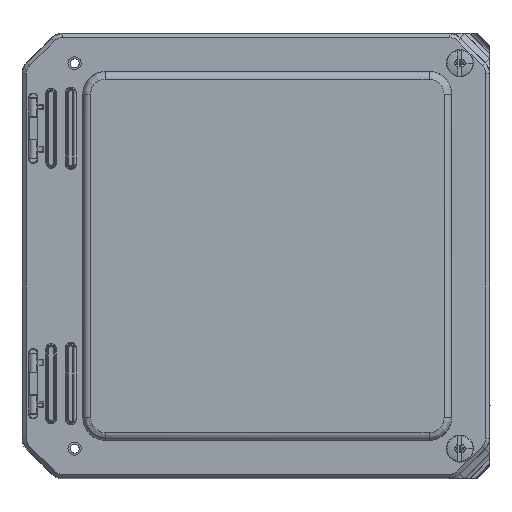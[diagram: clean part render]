
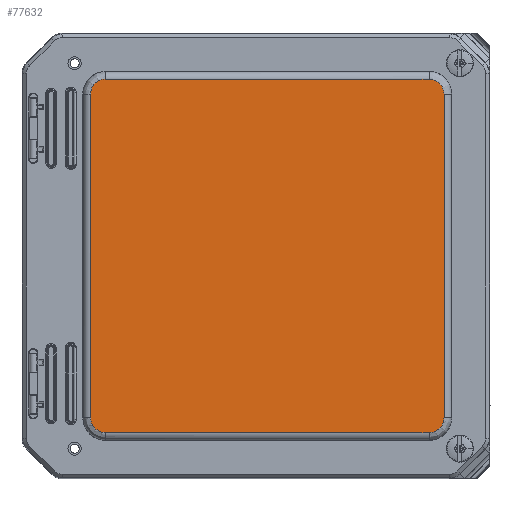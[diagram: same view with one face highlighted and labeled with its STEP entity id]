
A CAD part, top view. The second image highlights one B-rep face of the part: STEP entity #77632.
In plain terms, the highlighted planar face has unit normal (0, 0, 1).
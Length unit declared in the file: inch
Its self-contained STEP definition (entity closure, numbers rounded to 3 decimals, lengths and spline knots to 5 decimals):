
#4001 = EDGE_CURVE ( 'NONE', #67693, #82426, #41219, .T. ) ;
#4241 = CARTESIAN_POINT ( 'NONE',  ( 3.06695, -2.86546, 2.16155 ) ) ;
#4406 = ORIENTED_EDGE ( 'NONE', *, *, #76222, .F. ) ;
#4925 = CARTESIAN_POINT ( 'NONE',  ( 3.04101, 2.89446, 2.16155 ) ) ;
#8158 = VECTOR ( 'NONE', #62071, 39.37008 ) ;
#10395 = DIRECTION ( 'NONE',  ( 1., 0., 0. ) ) ;
#10420 = CARTESIAN_POINT ( 'NONE',  ( -2.61702, 2.92524, 2.16155 ) ) ;
#13928 = B_SPLINE_CURVE_WITH_KNOTS ( 'NONE', 3,
 ( #30962, #44406, #32219, #4925, #31389, #76982, #51339 ),
 .UNSPECIFIED., .F., .F.,
 ( 4, 1, 1, 1, 4 ),
 ( 0., 0.14286, 0.42857, 0.71429, 1. ),
 .UNSPECIFIED. ) ;
#16468 = CARTESIAN_POINT ( 'NONE',  ( 3.1298, 2.69234, 2.16155 ) ) ;
#16507 = CARTESIAN_POINT ( 'NONE',  ( -2.7548, 2.71104, 2.16155 ) ) ;
#18654 = CARTESIAN_POINT ( 'NONE',  ( -2.50484, -2.9423, 2.16155 ) ) ;
#20773 = CARTESIAN_POINT ( 'NONE',  ( -2.52354, -2.9423, 2.16155 ) ) ;
#21046 = DIRECTION ( 'NONE',  ( 0., 0., -1. ) ) ;
#21483 = FACE_OUTER_BOUND ( 'NONE', #40763, .T. ) ;
#23670 = B_SPLINE_CURVE_WITH_KNOTS ( 'NONE', 3,
 ( #61128, #20773, #27267, #41141, #73287, #81093, #80658, #46360 ),
 .UNSPECIFIED., .F., .F.,
 ( 4, 1, 1, 1, 1, 4 ),
 ( 0., 0.14286, 0.28571, 0.42857, 0.71429, 1. ),
 .UNSPECIFIED. ) ;
#24177 = CARTESIAN_POINT ( 'NONE',  ( 3.10694, -2.8017, 2.16155 ) ) ;
#24700 = LINE ( 'NONE', #64622, #79882 ) ;
#26531 = VERTEX_POINT ( 'NONE', #18654 ) ;
#27267 = CARTESIAN_POINT ( 'NONE',  ( -2.56094, -2.93809, 2.16155 ) ) ;
#29141 = ORIENTED_EDGE ( 'NONE', *, *, #79439, .F. ) ;
#30289 = CARTESIAN_POINT ( 'NONE',  ( 3.1298, -2.69234, 2.16155 ) ) ;
#30962 = CARTESIAN_POINT ( 'NONE',  ( 2.87984, 2.9423, 2.16155 ) ) ;
#31389 = CARTESIAN_POINT ( 'NONE',  ( 3.11274, 2.8045, 2.16155 ) ) ;
#31594 = ORIENTED_EDGE ( 'NONE', *, *, #37557, .F. ) ;
#31619 = CARTESIAN_POINT ( 'NONE',  ( -2.50484, 2.9423, 2.16155 ) ) ;
#31937 = ORIENTED_EDGE ( 'NONE', *, *, #38415, .F. ) ;
#32219 = CARTESIAN_POINT ( 'NONE',  ( 2.95465, 2.93603, 2.16155 ) ) ;
#34053 = CARTESIAN_POINT ( 'NONE',  ( 0.1875, 0., 2.16155 ) ) ;
#34072 = CARTESIAN_POINT ( 'NONE',  ( -2.7548, 2.69234, 2.16155 ) ) ;
#35106 = ORIENTED_EDGE ( 'NONE', *, *, #73002, .F. ) ;
#37290 = LINE ( 'NONE', #16468, #82574 ) ;
#37557 = EDGE_CURVE ( 'NONE', #46182, #60744, #37290, .T. ) ;
#38415 = EDGE_CURVE ( 'NONE', #71582, #42458, #24700, .T. ) ;
#40763 = EDGE_LOOP ( 'NONE', ( #35106, #56593, #29141, #31594, #4406, #31937, #52711, #59741 ) ) ;
#41141 = CARTESIAN_POINT ( 'NONE',  ( -2.6142, -2.91944, 2.16155 ) ) ;
#41219 = LINE ( 'NONE', #41656, #8158 ) ;
#41656 = CARTESIAN_POINT ( 'NONE',  ( -2.7548, -2.69234, 2.16155 ) ) ;
#42458 = VERTEX_POINT ( 'NONE', #49828 ) ;
#43713 = CARTESIAN_POINT ( 'NONE',  ( 2.91724, -2.9423, 2.16155 ) ) ;
#43911 = LINE ( 'NONE', #57800, #77916 ) ;
#44261 = CARTESIAN_POINT ( 'NONE',  ( -2.54224, 2.9423, 2.16155 ) ) ;
#44406 = CARTESIAN_POINT ( 'NONE',  ( 2.89854, 2.9423, 2.16155 ) ) ;
#46182 = VERTEX_POINT ( 'NONE', #57328 ) ;
#46360 = CARTESIAN_POINT ( 'NONE',  ( -2.7548, -2.69234, 2.16155 ) ) ;
#48653 = B_SPLINE_CURVE_WITH_KNOTS ( 'NONE', 3,
 ( #83342, #16507, #50340, #69885, #82053, #10420, #44261, #63375 ),
 .UNSPECIFIED., .F., .F.,
 ( 4, 1, 1, 1, 1, 4 ),
 ( 0., 0.14286, 0.28571, 0.42857, 0.71429, 1. ),
 .UNSPECIFIED. ) ;
#49498 = EDGE_CURVE ( 'NONE', #82426, #71582, #48653, .T. ) ;
#49828 = CARTESIAN_POINT ( 'NONE',  ( 2.87984, 2.9423, 2.16155 ) ) ;
#50340 = CARTESIAN_POINT ( 'NONE',  ( -2.75059, 2.74844, 2.16155 ) ) ;
#50565 = CARTESIAN_POINT ( 'NONE',  ( 2.87984, -2.9423, 2.16155 ) ) ;
#51339 = CARTESIAN_POINT ( 'NONE',  ( 3.1298, 2.69234, 2.16155 ) ) ;
#52711 = ORIENTED_EDGE ( 'NONE', *, *, #49498, .F. ) ;
#54651 = VERTEX_POINT ( 'NONE', #50565 ) ;
#56547 = EDGE_CURVE ( 'NONE', #54651, #26531, #43911, .T. ) ;
#56593 = ORIENTED_EDGE ( 'NONE', *, *, #56547, .F. ) ;
#56816 = AXIS2_PLACEMENT_3D ( 'NONE', #34053, #21046, #80514 ) ;
#57328 = CARTESIAN_POINT ( 'NONE',  ( 3.1298, 2.69234, 2.16155 ) ) ;
#57800 = CARTESIAN_POINT ( 'NONE',  ( 2.87984, -2.9423, 2.16155 ) ) ;
#58432 = CARTESIAN_POINT ( 'NONE',  ( 2.99202, -2.92524, 2.16155 ) ) ;
#59741 = ORIENTED_EDGE ( 'NONE', *, *, #4001, .F. ) ;
#60744 = VERTEX_POINT ( 'NONE', #73415 ) ;
#61128 = CARTESIAN_POINT ( 'NONE',  ( -2.50484, -2.9423, 2.16155 ) ) ;
#62071 = DIRECTION ( 'NONE',  ( 0., 1., 0. ) ) ;
#63258 = CARTESIAN_POINT ( 'NONE',  ( 3.1298, -2.71104, 2.16155 ) ) ;
#63375 = CARTESIAN_POINT ( 'NONE',  ( -2.50484, 2.9423, 2.16155 ) ) ;
#63885 = DIRECTION ( 'NONE',  ( -1., 0., 0. ) ) ;
#64622 = CARTESIAN_POINT ( 'NONE',  ( -2.50484, 2.9423, 2.16155 ) ) ;
#67693 = VERTEX_POINT ( 'NONE', #81064 ) ;
#69885 = CARTESIAN_POINT ( 'NONE',  ( -2.73194, 2.8017, 2.16155 ) ) ;
#71582 = VERTEX_POINT ( 'NONE', #31619 ) ;
#72574 = B_SPLINE_CURVE_WITH_KNOTS ( 'NONE', 3,
 ( #30289, #63258, #76701, #24177, #4241, #58432, #43713, #84910 ),
 .UNSPECIFIED., .F., .F.,
 ( 4, 1, 1, 1, 1, 4 ),
 ( 0., 0.14286, 0.28571, 0.42857, 0.71429, 1. ),
 .UNSPECIFIED. ) ;
#73002 = EDGE_CURVE ( 'NONE', #26531, #67693, #23670, .T. ) ;
#73287 = CARTESIAN_POINT ( 'NONE',  ( -2.67796, -2.87945, 2.16155 ) ) ;
#73415 = CARTESIAN_POINT ( 'NONE',  ( 3.1298, -2.69234, 2.16155 ) ) ;
#73557 = PLANE ( 'NONE',  #56816 ) ;
#76222 = EDGE_CURVE ( 'NONE', #42458, #46182, #13928, .T. ) ;
#76701 = CARTESIAN_POINT ( 'NONE',  ( 3.12559, -2.74844, 2.16155 ) ) ;
#76982 = CARTESIAN_POINT ( 'NONE',  ( 3.1298, 2.72974, 2.16155 ) ) ;
#77632 = ADVANCED_FACE ( 'NONE', ( #21483 ), #73557, .F. ) ;
#77916 = VECTOR ( 'NONE', #63885, 39.37008 ) ;
#79439 = EDGE_CURVE ( 'NONE', #60744, #54651, #72574, .T. ) ;
#79882 = VECTOR ( 'NONE', #10395, 39.37008 ) ;
#80514 = DIRECTION ( 'NONE',  ( -1., 0., 0. ) ) ;
#80658 = CARTESIAN_POINT ( 'NONE',  ( -2.7548, -2.72974, 2.16155 ) ) ;
#81064 = CARTESIAN_POINT ( 'NONE',  ( -2.7548, -2.69234, 2.16155 ) ) ;
#81093 = CARTESIAN_POINT ( 'NONE',  ( -2.73774, -2.80452, 2.16155 ) ) ;
#82053 = CARTESIAN_POINT ( 'NONE',  ( -2.69195, 2.86546, 2.16155 ) ) ;
#82426 = VERTEX_POINT ( 'NONE', #34072 ) ;
#82574 = VECTOR ( 'NONE', #84577, 39.37008 ) ;
#83342 = CARTESIAN_POINT ( 'NONE',  ( -2.7548, 2.69234, 2.16155 ) ) ;
#84577 = DIRECTION ( 'NONE',  ( 0., -1., 0. ) ) ;
#84910 = CARTESIAN_POINT ( 'NONE',  ( 2.87984, -2.9423, 2.16155 ) ) ;
